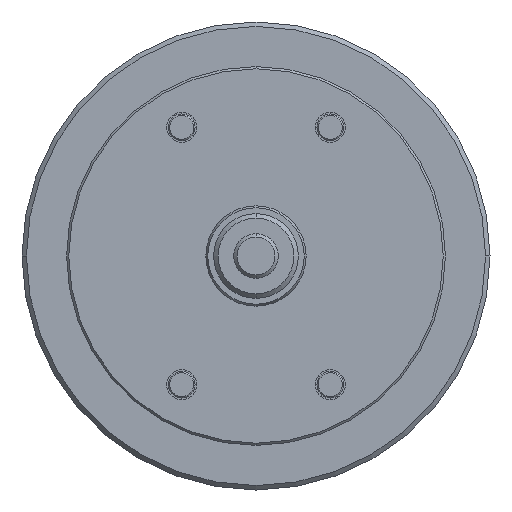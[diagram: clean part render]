
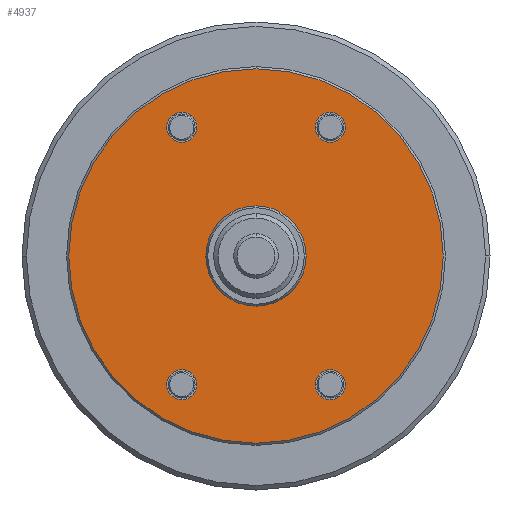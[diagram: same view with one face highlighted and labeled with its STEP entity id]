
A CAD part, left-side view. The second image highlights one B-rep face of the part: STEP entity #4937.
In plain terms, the highlighted planar face has unit normal (-1, 0, 0).
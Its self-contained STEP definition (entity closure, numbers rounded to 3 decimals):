
#214 = CARTESIAN_POINT ( 'NONE',  ( 0., -33.338, 57.742 ) ) ;
#252 = AXIS2_PLACEMENT_3D ( 'NONE', #5852, #1672, #6573 ) ;
#283 = EDGE_CURVE ( 'NONE', #2084, #2007, #7901, .T. ) ;
#284 = EDGE_CURVE ( 'NONE', #2007, #2084, #5625, .T. ) ;
#293 = CARTESIAN_POINT ( 'NONE',  ( 0., 0., -84. ) ) ;
#410 = CARTESIAN_POINT ( 'NONE',  ( 0., 33.338, -57.742 ) ) ;
#486 = CARTESIAN_POINT ( 'NONE',  ( 0., -33.338, -50.992 ) ) ;
#506 = DIRECTION ( 'NONE',  ( 1., 0., 0. ) ) ;
#508 = DIRECTION ( 'NONE',  ( -1., 0., 0. ) ) ;
#560 = CARTESIAN_POINT ( 'NONE',  ( 0., 0., -22.5 ) ) ;
#601 = CARTESIAN_POINT ( 'NONE',  ( 0., 0., 22.5 ) ) ;
#820 = FACE_BOUND ( 'NONE', #5105, .T. ) ;
#847 = CIRCLE ( 'NONE', #6139, 84. ) ;
#902 = DIRECTION ( 'NONE',  ( -1., 0., 0. ) ) ;
#905 = DIRECTION ( 'NONE',  ( 0., 0., -1. ) ) ;
#972 = VERTEX_POINT ( 'NONE', #8837 ) ;
#1106 = DIRECTION ( 'NONE',  ( 0., 0., 1. ) ) ;
#1281 = EDGE_CURVE ( 'NONE', #6209, #2141, #7076, .T. ) ;
#1317 = CIRCLE ( 'NONE', #8988, 84. ) ;
#1364 = AXIS2_PLACEMENT_3D ( 'NONE', #2582, #506, #7466 ) ;
#1392 = VERTEX_POINT ( 'NONE', #6575 ) ;
#1512 = CIRCLE ( 'NONE', #3306, 22.5 ) ;
#1672 = DIRECTION ( 'NONE',  ( -1., 0., 0. ) ) ;
#1674 = DIRECTION ( 'NONE',  ( -1., 0., 0. ) ) ;
#1709 = VERTEX_POINT ( 'NONE', #560 ) ;
#1740 = CARTESIAN_POINT ( 'NONE',  ( 0., 0., 84. ) ) ;
#1875 = ORIENTED_EDGE ( 'NONE', *, *, #1937, .T. ) ;
#1878 = PLANE ( 'NONE',  #1364 ) ;
#1937 = EDGE_CURVE ( 'NONE', #8570, #7740, #1317, .T. ) ;
#2007 = VERTEX_POINT ( 'NONE', #8641 ) ;
#2084 = VERTEX_POINT ( 'NONE', #3763 ) ;
#2115 = AXIS2_PLACEMENT_3D ( 'NONE', #4649, #508, #5375 ) ;
#2141 = VERTEX_POINT ( 'NONE', #7801 ) ;
#2227 = AXIS2_PLACEMENT_3D ( 'NONE', #7520, #3328, #8226 ) ;
#2239 = EDGE_CURVE ( 'NONE', #1709, #7222, #3250, .T. ) ;
#2354 = DIRECTION ( 'NONE',  ( -1., 0., 0. ) ) ;
#2442 = FACE_OUTER_BOUND ( 'NONE', #8719, .T. ) ;
#2521 = ORIENTED_EDGE ( 'NONE', *, *, #2536, .F. ) ;
#2536 = EDGE_CURVE ( 'NONE', #7222, #1709, #1512, .T. ) ;
#2582 = CARTESIAN_POINT ( 'NONE',  ( 0., 22.5, 0. ) ) ;
#2708 = EDGE_LOOP ( 'NONE', ( #2795, #3404 ) ) ;
#2765 = EDGE_CURVE ( 'NONE', #7740, #8570, #847, .T. ) ;
#2795 = ORIENTED_EDGE ( 'NONE', *, *, #283, .F. ) ;
#2825 = ORIENTED_EDGE ( 'NONE', *, *, #1281, .F. ) ;
#2964 = AXIS2_PLACEMENT_3D ( 'NONE', #5860, #1674, #6576 ) ;
#2966 = CIRCLE ( 'NONE', #2227, 6.75 ) ;
#3008 = CARTESIAN_POINT ( 'NONE',  ( 0., 0., 0. ) ) ;
#3160 = CARTESIAN_POINT ( 'NONE',  ( 0., 33.338, -57.742 ) ) ;
#3250 = CIRCLE ( 'NONE', #252, 22.5 ) ;
#3306 = AXIS2_PLACEMENT_3D ( 'NONE', #5056, #902, #5771 ) ;
#3328 = DIRECTION ( 'NONE',  ( -1., 0., 0. ) ) ;
#3404 = ORIENTED_EDGE ( 'NONE', *, *, #284, .F. ) ;
#3710 = DIRECTION ( 'NONE',  ( 0., 0., -1. ) ) ;
#3763 = CARTESIAN_POINT ( 'NONE',  ( 0., 33.338, -50.992 ) ) ;
#3766 = ORIENTED_EDGE ( 'NONE', *, *, #8855, .F. ) ;
#3819 = CARTESIAN_POINT ( 'NONE',  ( 0., 0., 0. ) ) ;
#3851 = DIRECTION ( 'NONE',  ( 0., 0., 1. ) ) ;
#3967 = DIRECTION ( 'NONE',  ( -1., 0., 0. ) ) ;
#4262 = ORIENTED_EDGE ( 'NONE', *, *, #5147, .F. ) ;
#4292 = FACE_BOUND ( 'NONE', #6392, .T. ) ;
#4414 = VERTEX_POINT ( 'NONE', #5888 ) ;
#4514 = DIRECTION ( 'NONE',  ( 0., 0., -1. ) ) ;
#4649 = CARTESIAN_POINT ( 'NONE',  ( 0., -33.338, -57.742 ) ) ;
#4691 = CARTESIAN_POINT ( 'NONE',  ( 0., -33.338, 50.992 ) ) ;
#4937 = ADVANCED_FACE ( 'NONE', ( #2442, #820, #4292, #7785, #6167, #8010 ), #1878, .F. ) ;
#5056 = CARTESIAN_POINT ( 'NONE',  ( 0., 0., 0. ) ) ;
#5060 = DIRECTION ( 'NONE',  ( -1., 0., 0. ) ) ;
#5105 = EDGE_LOOP ( 'NONE', ( #3766, #6728 ) ) ;
#5147 = EDGE_CURVE ( 'NONE', #6107, #1392, #8352, .T. ) ;
#5259 = DIRECTION ( 'NONE',  ( -1., 0., 0. ) ) ;
#5375 = DIRECTION ( 'NONE',  ( 0., 0., -1. ) ) ;
#5413 = EDGE_LOOP ( 'NONE', ( #2521, #8346 ) ) ;
#5625 = CIRCLE ( 'NONE', #7178, 6.75 ) ;
#5706 = EDGE_LOOP ( 'NONE', ( #4262, #6338 ) ) ;
#5771 = DIRECTION ( 'NONE',  ( 0., 0., 1. ) ) ;
#5802 = AXIS2_PLACEMENT_3D ( 'NONE', #6552, #2354, #7232 ) ;
#5852 = CARTESIAN_POINT ( 'NONE',  ( 0., 0., 0. ) ) ;
#5860 = CARTESIAN_POINT ( 'NONE',  ( 0., -33.338, 57.742 ) ) ;
#5888 = CARTESIAN_POINT ( 'NONE',  ( 0., 33.338, 50.992 ) ) ;
#5914 = EDGE_CURVE ( 'NONE', #4414, #972, #6369, .T. ) ;
#6107 = VERTEX_POINT ( 'NONE', #486 ) ;
#6139 = AXIS2_PLACEMENT_3D ( 'NONE', #3819, #8707, #4514 ) ;
#6167 = FACE_BOUND ( 'NONE', #2708, .T. ) ;
#6209 = VERTEX_POINT ( 'NONE', #4691 ) ;
#6338 = ORIENTED_EDGE ( 'NONE', *, *, #7137, .F. ) ;
#6369 = CIRCLE ( 'NONE', #5802, 6.75 ) ;
#6392 = EDGE_LOOP ( 'NONE', ( #7362, #2825 ) ) ;
#6552 = CARTESIAN_POINT ( 'NONE',  ( 0., 33.338, 57.742 ) ) ;
#6573 = DIRECTION ( 'NONE',  ( 0., 0., 1. ) ) ;
#6575 = CARTESIAN_POINT ( 'NONE',  ( 0., -33.338, -64.492 ) ) ;
#6576 = DIRECTION ( 'NONE',  ( 0., 0., -1. ) ) ;
#6674 = AXIS2_PLACEMENT_3D ( 'NONE', #214, #5060, #905 ) ;
#6719 = AXIS2_PLACEMENT_3D ( 'NONE', #3160, #8037, #3851 ) ;
#6728 = ORIENTED_EDGE ( 'NONE', *, *, #5914, .F. ) ;
#6765 = CIRCLE ( 'NONE', #2964, 6.75 ) ;
#6881 = CIRCLE ( 'NONE', #7999, 6.75 ) ;
#7076 = CIRCLE ( 'NONE', #6674, 6.75 ) ;
#7137 = EDGE_CURVE ( 'NONE', #1392, #6107, #6881, .T. ) ;
#7178 = AXIS2_PLACEMENT_3D ( 'NONE', #410, #5259, #1106 ) ;
#7222 = VERTEX_POINT ( 'NONE', #601 ) ;
#7232 = DIRECTION ( 'NONE',  ( 0., 0., 1. ) ) ;
#7362 = ORIENTED_EDGE ( 'NONE', *, *, #7476, .F. ) ;
#7466 = DIRECTION ( 'NONE',  ( 0., 0., -1. ) ) ;
#7476 = EDGE_CURVE ( 'NONE', #2141, #6209, #6765, .T. ) ;
#7520 = CARTESIAN_POINT ( 'NONE',  ( 0., 33.338, 57.742 ) ) ;
#7740 = VERTEX_POINT ( 'NONE', #1740 ) ;
#7785 = FACE_BOUND ( 'NONE', #5706, .T. ) ;
#7801 = CARTESIAN_POINT ( 'NONE',  ( 0., -33.338, 64.492 ) ) ;
#7882 = DIRECTION ( 'NONE',  ( -1., 0., 0. ) ) ;
#7901 = CIRCLE ( 'NONE', #6719, 6.75 ) ;
#7999 = AXIS2_PLACEMENT_3D ( 'NONE', #8143, #3967, #8862 ) ;
#8010 = FACE_BOUND ( 'NONE', #5413, .T. ) ;
#8037 = DIRECTION ( 'NONE',  ( -1., 0., 0. ) ) ;
#8143 = CARTESIAN_POINT ( 'NONE',  ( 0., -33.338, -57.742 ) ) ;
#8226 = DIRECTION ( 'NONE',  ( 0., 0., 1. ) ) ;
#8346 = ORIENTED_EDGE ( 'NONE', *, *, #2239, .F. ) ;
#8352 = CIRCLE ( 'NONE', #2115, 6.75 ) ;
#8402 = ORIENTED_EDGE ( 'NONE', *, *, #2765, .T. ) ;
#8570 = VERTEX_POINT ( 'NONE', #293 ) ;
#8641 = CARTESIAN_POINT ( 'NONE',  ( 0., 33.338, -64.492 ) ) ;
#8707 = DIRECTION ( 'NONE',  ( -1., 0., 0. ) ) ;
#8719 = EDGE_LOOP ( 'NONE', ( #1875, #8402 ) ) ;
#8837 = CARTESIAN_POINT ( 'NONE',  ( 0., 33.338, 64.492 ) ) ;
#8855 = EDGE_CURVE ( 'NONE', #972, #4414, #2966, .T. ) ;
#8862 = DIRECTION ( 'NONE',  ( 0., 0., -1. ) ) ;
#8988 = AXIS2_PLACEMENT_3D ( 'NONE', #3008, #7882, #3710 ) ;
